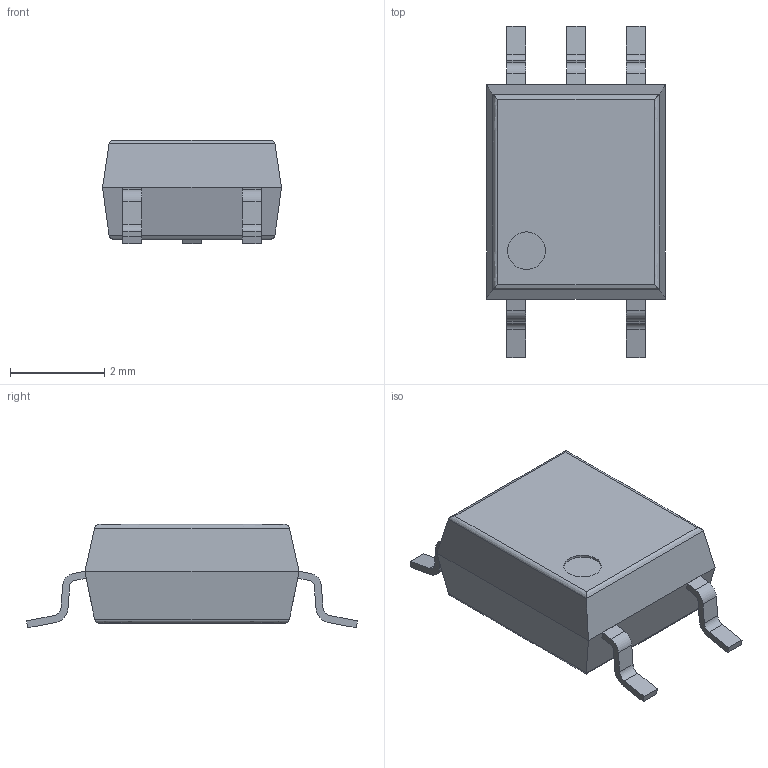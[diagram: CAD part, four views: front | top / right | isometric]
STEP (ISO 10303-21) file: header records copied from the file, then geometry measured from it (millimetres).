
FILE_DESCRIPTION(('FreeCAD Model'),'2;1');
FILE_NAME('SOP-5.step', '2020-07-03T12:31:26',('Author'),(''), 'Open CASCADE STEP processor 7.3','FreeCAD','Unknown');
FILE_SCHEMA(('AUTOMOTIVE_DESIGN { 1 0 10303 214 1 1 1 1 }'));
Length unit declared in the file: millimetre
Products named in the file (1): SOP-5
Bounding box: 3.8 x 7.03 x 2.2 mm (x, y, z)
Volume: 33.7 mm3; surface area: 72.6 mm2
Topology: 1 solids, 1 shells, 87 faces, 230 edges, 152 vertices
Faces by surface type: plane 49, cylinder 22, bspline 16
Full cylindrical faces by diameter (mm): 0.8 x1, 1.4 x1
Entity records: 6845 total; most frequent: CARTESIAN_POINT 1922, DIRECTION 699, ORIENTED_EDGE 460, PCURVE 460, DEFINITIONAL_REPRESENTATION 460, LINE 444, VECTOR 444, EDGE_CURVE 230
